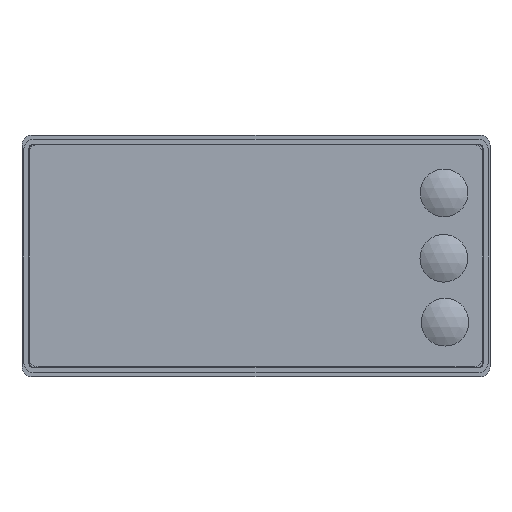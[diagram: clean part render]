
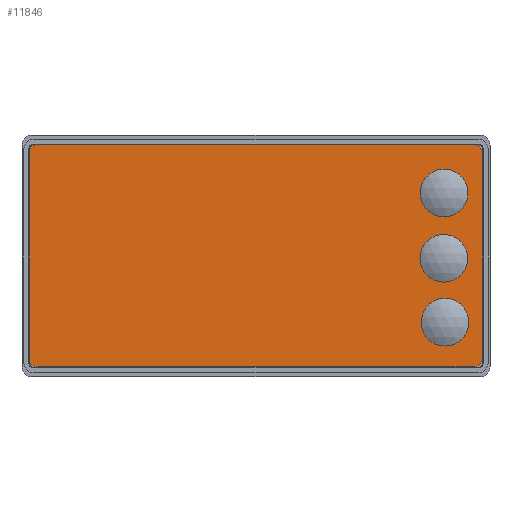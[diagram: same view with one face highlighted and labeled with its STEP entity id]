
A CAD part, front view. The second image highlights one B-rep face of the part: STEP entity #11846.
In plain terms, the highlighted planar face has unit normal (0, -1, 0).
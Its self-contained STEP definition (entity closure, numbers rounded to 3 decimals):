
#360=FACE_BOUND('',#1572,.T.);
#361=FACE_BOUND('',#1573,.T.);
#362=FACE_BOUND('',#1574,.T.);
#418=PLANE('',#12589);
#929=FACE_OUTER_BOUND('',#1571,.T.);
#1571=EDGE_LOOP('',(#8201,#8202,#8203,#8204,#8205,#8206,#8207,#8208));
#1572=EDGE_LOOP('',(#8209));
#1573=EDGE_LOOP('',(#8210));
#1574=EDGE_LOOP('',(#8211));
#2272=LINE('',#17577,#3579);
#2273=LINE('',#17581,#3580);
#2274=LINE('',#17585,#3581);
#2275=LINE('',#17588,#3582);
#3579=VECTOR('',#13841,1.067);
#3580=VECTOR('',#13844,1.067);
#3581=VECTOR('',#13847,1.067);
#3582=VECTOR('',#13850,1.067);
#4885=CIRCLE('',#12588,2.134);
#4886=CIRCLE('',#12590,2.134);
#4887=CIRCLE('',#12591,2.134);
#4888=CIRCLE('',#12592,2.134);
#4889=CIRCLE('',#12593,4.92);
#4890=CIRCLE('',#12594,4.92);
#4891=CIRCLE('',#12595,4.92);
#5309=VERTEX_POINT('',#17570);
#5310=VERTEX_POINT('',#17572);
#5311=VERTEX_POINT('',#17576);
#5312=VERTEX_POINT('',#17578);
#5313=VERTEX_POINT('',#17580);
#5314=VERTEX_POINT('',#17582);
#5315=VERTEX_POINT('',#17584);
#5316=VERTEX_POINT('',#17586);
#5317=VERTEX_POINT('',#17589);
#5318=VERTEX_POINT('',#17591);
#5319=VERTEX_POINT('',#17593);
#6459=EDGE_CURVE('',#5310,#5309,#4885,.T.);
#6461=EDGE_CURVE('',#5309,#5311,#2272,.T.);
#6462=EDGE_CURVE('',#5311,#5312,#4886,.T.);
#6463=EDGE_CURVE('',#5312,#5313,#2273,.T.);
#6464=EDGE_CURVE('',#5313,#5314,#4887,.T.);
#6465=EDGE_CURVE('',#5315,#5314,#2274,.T.);
#6466=EDGE_CURVE('',#5315,#5316,#4888,.T.);
#6467=EDGE_CURVE('',#5310,#5316,#2275,.T.);
#6468=EDGE_CURVE('',#5317,#5317,#4889,.F.);
#6469=EDGE_CURVE('',#5318,#5318,#4890,.F.);
#6470=EDGE_CURVE('',#5319,#5319,#4891,.F.);
#8201=ORIENTED_EDGE('',*,*,#6459,.T.);
#8202=ORIENTED_EDGE('',*,*,#6461,.T.);
#8203=ORIENTED_EDGE('',*,*,#6462,.T.);
#8204=ORIENTED_EDGE('',*,*,#6463,.T.);
#8205=ORIENTED_EDGE('',*,*,#6464,.T.);
#8206=ORIENTED_EDGE('',*,*,#6465,.F.);
#8207=ORIENTED_EDGE('',*,*,#6466,.T.);
#8208=ORIENTED_EDGE('',*,*,#6467,.F.);
#8209=ORIENTED_EDGE('',*,*,#6468,.T.);
#8210=ORIENTED_EDGE('',*,*,#6469,.T.);
#8211=ORIENTED_EDGE('',*,*,#6470,.T.);
#11846=ADVANCED_FACE('',(#929,#360,#361,#362),#418,.F.);
#12588=AXIS2_PLACEMENT_3D('',#17573,#13836,#13837);
#12589=AXIS2_PLACEMENT_3D('',#17575,#13839,#13840);
#12590=AXIS2_PLACEMENT_3D('',#17579,#13842,#13843);
#12591=AXIS2_PLACEMENT_3D('',#17583,#13845,#13846);
#12592=AXIS2_PLACEMENT_3D('',#17587,#13848,#13849);
#12593=AXIS2_PLACEMENT_3D('',#17590,#13851,#13852);
#12594=AXIS2_PLACEMENT_3D('',#17592,#13853,#13854);
#12595=AXIS2_PLACEMENT_3D('',#17594,#13855,#13856);
#13836=DIRECTION('center_axis',(0.,-1.,0.));
#13837=DIRECTION('ref_axis',(1.,0.,0.));
#13839=DIRECTION('center_axis',(0.,1.,0.));
#13840=DIRECTION('ref_axis',(0.,0.,
-1.));
#13841=DIRECTION('',(1.,0.,0.));
#13842=DIRECTION('center_axis',(0.,-1.,0.));
#13843=DIRECTION('ref_axis',(0.,0.,
-1.));
#13844=DIRECTION('',(0.,0.,1.));
#13845=DIRECTION('center_axis',(0.,-1.,0.));
#13846=DIRECTION('ref_axis',(1.,0.,0.));
#13847=DIRECTION('',(1.,0.,0.));
#13848=DIRECTION('center_axis',(0.,-1.,0.));
#13849=DIRECTION('ref_axis',(0.,0.,
1.));
#13850=DIRECTION('',(0.,0.,1.));
#13851=DIRECTION('center_axis',(0.,-1.,0.));
#13852=DIRECTION('ref_axis',(0.,0.,-1.));
#13853=DIRECTION('center_axis',(0.,-1.,0.));
#13854=DIRECTION('ref_axis',(0.,0.,-1.));
#13855=DIRECTION('center_axis',(0.,-1.,0.));
#13856=DIRECTION('ref_axis',(0.,0.,-1.));
#17570=CARTESIAN_POINT('',(55.973,-288.407,82.853));
#17572=CARTESIAN_POINT('',(53.839,-288.407,84.987));
#17573=CARTESIAN_POINT('Origin',(55.973,-288.407,84.987));
#17575=CARTESIAN_POINT('Origin',(100.495,-288.407,105.651));
#17576=CARTESIAN_POINT('',(145.614,-288.407,82.853));
#17577=CARTESIAN_POINT('',(134.942,-288.407,82.853));
#17578=CARTESIAN_POINT('',(147.748,-288.407,84.988));
#17579=CARTESIAN_POINT('Origin',(145.614,-288.407,84.988));
#17580=CARTESIAN_POINT('',(147.748,-288.407,126.606));
#17581=CARTESIAN_POINT('',(147.748,-288.407,84.988));
#17582=CARTESIAN_POINT('',(145.614,-288.407,128.74));
#17583=CARTESIAN_POINT('Origin',(145.614,-288.407,126.606));
#17584=CARTESIAN_POINT('',(55.974,-288.407,128.74));
#17585=CARTESIAN_POINT('',(134.942,-288.407,128.74));
#17586=CARTESIAN_POINT('',(53.839,-288.407,126.606));
#17587=CARTESIAN_POINT('Origin',(55.974,-288.407,126.606));
#17588=CARTESIAN_POINT('',(53.839,-288.407,82.853));
#17589=CARTESIAN_POINT('',(139.838,-288.407,96.973));
#17590=CARTESIAN_POINT('Origin',(139.838,-288.407,92.054));
#17591=CARTESIAN_POINT('',(139.588,-288.407,110.154));
#17592=CARTESIAN_POINT('Origin',(139.588,-288.407,105.234));
#17593=CARTESIAN_POINT('',(139.638,-288.407,123.654));
#17594=CARTESIAN_POINT('Origin',(139.638,-288.407,118.734));
